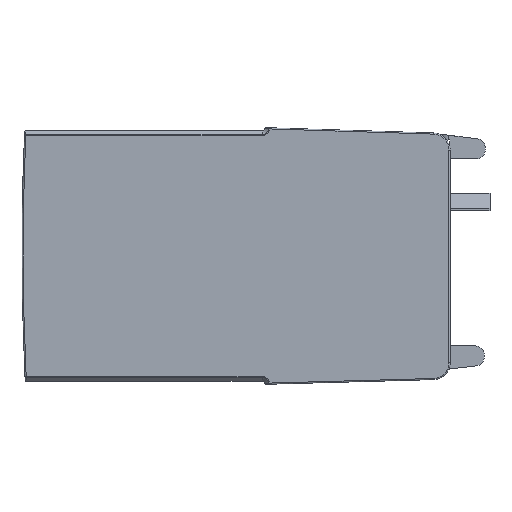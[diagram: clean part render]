
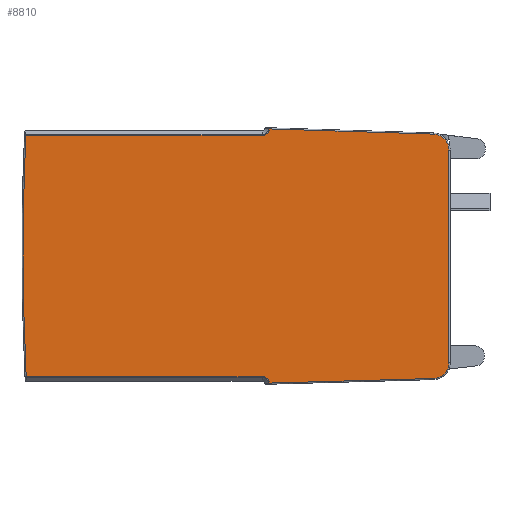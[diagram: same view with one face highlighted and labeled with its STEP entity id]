
A CAD part, left-side view. The second image highlights one B-rep face of the part: STEP entity #8810.
In plain terms, the highlighted planar face has unit normal (-1, 0, 0).
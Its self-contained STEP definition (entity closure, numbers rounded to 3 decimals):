
#1779=DIRECTION('',(0.,-1.,0.));
#1780=VECTOR('',#1779,41.413);
#1781=CARTESIAN_POINT('',(-9.,74.413,-21.917));
#1782=LINE('',#1781,#1780);
#1787=CARTESIAN_POINT('',(-9.,-342.811,0.));
#1788=DIRECTION('',(1.,0.,0.));
#1789=DIRECTION('',(0.,0.999,-0.052));
#1790=AXIS2_PLACEMENT_3D('',#1787,#1788,#1789);
#1792=CARTESIAN_POINT('',(-9.,33.,21.75));
#1793=DIRECTION('',(-1.,0.,0.));
#1794=DIRECTION('',(0.,0.,-1.));
#1795=AXIS2_PLACEMENT_3D('',#1792,#1793,#1794);
#1797=CARTESIAN_POINT('',(-9.,33.,21.75));
#1798=DIRECTION('',(-1.,0.,0.));
#1799=DIRECTION('',(0.,-0.706,-0.708));
#1800=AXIS2_PLACEMENT_3D('',#1797,#1798,#1799);
#1802=DIRECTION('',(0.,-0.999,-0.032));
#1803=VECTOR('',#1802,28.606);
#1804=CARTESIAN_POINT('',(-9.,31.503,21.55));
#1805=LINE('',#1804,#1803);
#1806=CARTESIAN_POINT('',(-9.,3.,17.844));
#1807=DIRECTION('',(1.,0.,0.));
#1808=DIRECTION('',(0.,-0.032,0.999));
#1809=AXIS2_PLACEMENT_3D('',#1806,#1807,#1808);
#1811=CARTESIAN_POINT('',(-9.,3.,-19.45));
#1812=DIRECTION('',(1.,0.,0.));
#1813=DIRECTION('',(0.,-1.,0.));
#1814=AXIS2_PLACEMENT_3D('',#1811,#1812,#1813);
#1816=DIRECTION('',(0.,1.,-0.028));
#1817=VECTOR('',#1816,28.592);
#1818=CARTESIAN_POINT('',(-9.,2.922,-22.249));
#1819=LINE('',#1818,#1817);
#1820=CARTESIAN_POINT('',(-9.,33.,-23.25));
#1821=DIRECTION('',(-1.,0.,0.));
#1822=DIRECTION('',(0.,-0.989,0.15));
#1823=AXIS2_PLACEMENT_3D('',#1820,#1821,#1822);
#1849=DIRECTION('',(0.,1.,0.));
#1850=VECTOR('',#1849,41.489);
#1851=CARTESIAN_POINT('',(-9.,33.,20.417));
#1852=LINE('',#1851,#1850);
#2351=DIRECTION('',(0.,-1.,0.));
#2352=VECTOR('',#2351,0.179);
#2353=CARTESIAN_POINT('',(-9.,31.682,-23.05));
#2354=LINE('',#2353,#2352);
#2381=DIRECTION('',(0.,0.,1.));
#2382=VECTOR('',#2381,37.294);
#2383=CARTESIAN_POINT('',(-9.,0.2,-19.45));
#2384=LINE('',#2383,#2382);
#2629=DIRECTION('',(0.,1.,0.));
#2630=VECTOR('',#2629,0.179);
#2631=CARTESIAN_POINT('',(-9.,31.503,21.55));
#2632=LINE('',#2631,#2630);
#6701=CARTESIAN_POINT('',(-9.,74.413,-21.917));
#6702=VERTEX_POINT('',#6701);
#6703=CARTESIAN_POINT('',(-9.,33.,-21.917));
#6704=VERTEX_POINT('',#6703);
#6705=CARTESIAN_POINT('',(-9.,74.489,20.417));
#6706=VERTEX_POINT('',#6705);
#6707=CARTESIAN_POINT('',(-9.,33.,20.417));
#6708=VERTEX_POINT('',#6707);
#6709=CARTESIAN_POINT('',(-9.,32.058,20.807));
#6710=VERTEX_POINT('',#6709);
#6711=CARTESIAN_POINT('',(-9.,31.682,21.55));
#6712=VERTEX_POINT('',#6711);
#6713=CARTESIAN_POINT('',(-9.,31.503,21.55));
#6714=VERTEX_POINT('',#6713);
#6715=CARTESIAN_POINT('',(-9.,2.911,20.642));
#6716=VERTEX_POINT('',#6715);
#6717=CARTESIAN_POINT('',(-9.,0.2,17.844));
#6718=VERTEX_POINT('',#6717);
#6719=CARTESIAN_POINT('',(-9.,0.2,-19.45));
#6720=VERTEX_POINT('',#6719);
#6721=CARTESIAN_POINT('',(-9.,2.922,-22.249));
#6722=VERTEX_POINT('',#6721);
#6723=CARTESIAN_POINT('',(-9.,31.503,-23.05));
#6724=VERTEX_POINT('',#6723);
#6725=CARTESIAN_POINT('',(-9.,31.682,-23.05));
#6726=VERTEX_POINT('',#6725);
#8778=CARTESIAN_POINT('',(-9.,0.,-20.75));
#8779=DIRECTION('',(-1.,0.,0.));
#8780=DIRECTION('',(0.,0.,1.));
#8781=AXIS2_PLACEMENT_3D('',#8778,#8779,#8780);
#8782=PLANE('',#8781);
#8784=ORIENTED_EDGE('',*,*,#8783,.T.);
#8786=ORIENTED_EDGE('',*,*,#8785,.F.);
#8788=ORIENTED_EDGE('',*,*,#8787,.T.);
#8790=ORIENTED_EDGE('',*,*,#8789,.T.);
#8792=ORIENTED_EDGE('',*,*,#8791,.F.);
#8794=ORIENTED_EDGE('',*,*,#8793,.T.);
#8796=ORIENTED_EDGE('',*,*,#8795,.T.);
#8798=ORIENTED_EDGE('',*,*,#8797,.F.);
#8800=ORIENTED_EDGE('',*,*,#8799,.T.);
#8802=ORIENTED_EDGE('',*,*,#8801,.T.);
#8804=ORIENTED_EDGE('',*,*,#8803,.F.);
#8806=ORIENTED_EDGE('',*,*,#8805,.T.);
#8807=ORIENTED_EDGE('',*,*,#8758,.F.);
#8808=EDGE_LOOP('',(#8784,#8786,#8788,#8790,#8792,#8794,#8796,#8798,#8800,#8802,
#8804,#8806,#8807));
#8809=FACE_OUTER_BOUND('',#8808,.F.);
#1791=CIRCLE('',#1790,417.8);
#1796=CIRCLE('',#1795,1.333);
#1801=CIRCLE('',#1800,1.333);
#1810=CIRCLE('',#1809,2.8);
#1815=CIRCLE('',#1814,2.8);
#1824=CIRCLE('',#1823,1.333);
#8758=EDGE_CURVE('',#6702,#6704,#1782,.T.);
#8783=EDGE_CURVE('',#6702,#6706,#1791,.T.);
#8785=EDGE_CURVE('',#6708,#6706,#1852,.T.);
#8787=EDGE_CURVE('',#6708,#6710,#1796,.T.);
#8789=EDGE_CURVE('',#6710,#6712,#1801,.T.);
#8791=EDGE_CURVE('',#6714,#6712,#2632,.T.);
#8793=EDGE_CURVE('',#6714,#6716,#1805,.T.);
#8795=EDGE_CURVE('',#6716,#6718,#1810,.T.);
#8797=EDGE_CURVE('',#6720,#6718,#2384,.T.);
#8799=EDGE_CURVE('',#6720,#6722,#1815,.T.);
#8801=EDGE_CURVE('',#6722,#6724,#1819,.T.);
#8803=EDGE_CURVE('',#6726,#6724,#2354,.T.);
#8805=EDGE_CURVE('',#6726,#6704,#1824,.T.);
#8810=ADVANCED_FACE('',(#8809),#8782,.T.);
